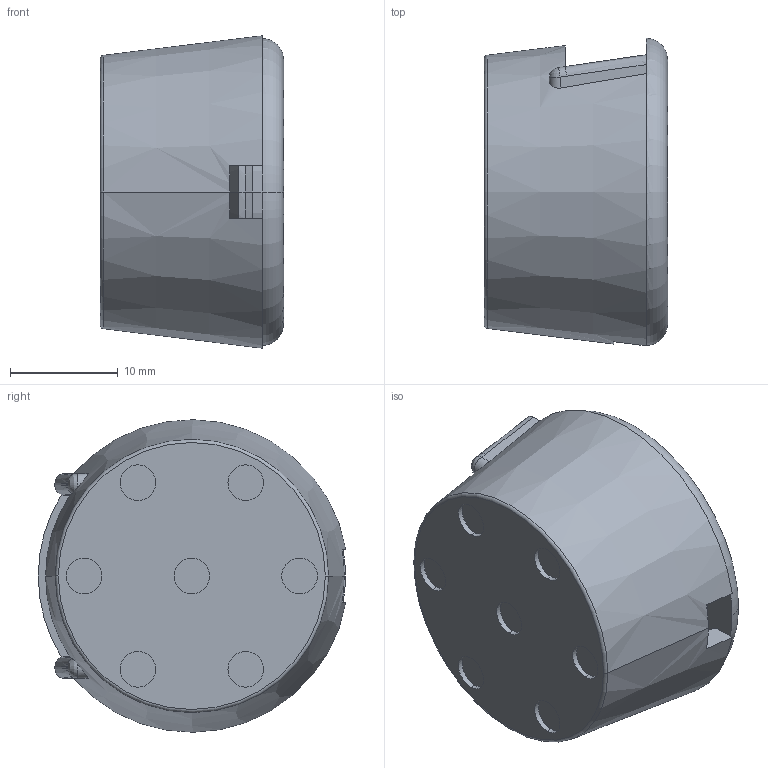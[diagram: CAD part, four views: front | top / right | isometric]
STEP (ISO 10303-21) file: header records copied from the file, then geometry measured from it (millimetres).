
FILE_DESCRIPTION((''),'2;1');
FILE_NAME('301021_REPLICA_SW0001','2020-10-13T15:04:19',('teru'),(''),'CREO PARAMETRIC BY PTC INC, 2017380','CREO PARAMETRIC BY PTC INC, 2017380','');
FILE_SCHEMA(('CONFIG_CONTROL_DESIGN'));
Length unit declared in the file: millimetre
Products named in the file (1): 301021_REPLICA_SW0001
Bounding box: 17 x 28.53 x 29 mm (x, y, z)
Volume: 7207.6 mm3; surface area: 4336.4 mm2
Topology: 1 solids, 1 shells, 104 faces, 245 edges, 156 vertices
Faces by surface type: cylinder 47, plane 34, cone 10, bspline 6, torus 5, extrusion 2
Entity records: 3505 total; most frequent: CARTESIAN_POINT 1054, DIRECTION 520, ORIENTED_EDGE 490, EDGE_CURVE 245, AXIS2_PLACEMENT_3D 221, VERTEX_POINT 156, CIRCLE 125, EDGE_LOOP 123
